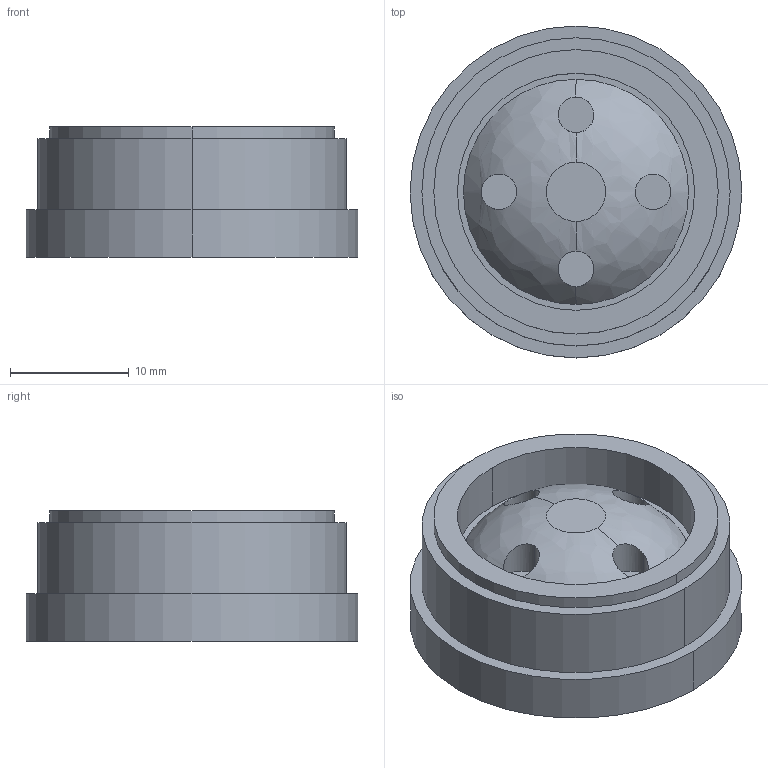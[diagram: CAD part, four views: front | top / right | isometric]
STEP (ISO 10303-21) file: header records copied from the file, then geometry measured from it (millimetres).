
FILE_DESCRIPTION (( 'STEP AP203' ), '1' );
FILE_NAME ('wheel-top-x8.STEP', '2019-10-22T11:36:29', ( '' ), ( '' ), 'SwSTEP 2.0', 'SolidWorks 2013', '' );
FILE_SCHEMA (( 'CONFIG_CONTROL_DESIGN' ));
Length unit declared in the file: millimetre
Products named in the file (1): wheel-top-x8
Bounding box: 28 x 28 x 11 mm (x, y, z)
Volume: 5128.8 mm3; surface area: 2673.4 mm2
Topology: 1 solids, 1 shells, 31 faces, 66 edges, 44 vertices
Faces by surface type: cylinder 18, plane 11, bspline 2
Entity records: 1105 total; most frequent: CARTESIAN_POINT 358, DIRECTION 142, ORIENTED_EDGE 132, EDGE_CURVE 66, AXIS2_PLACEMENT_3D 62, VERTEX_POINT 44, EDGE_LOOP 38, CIRCLE 32
